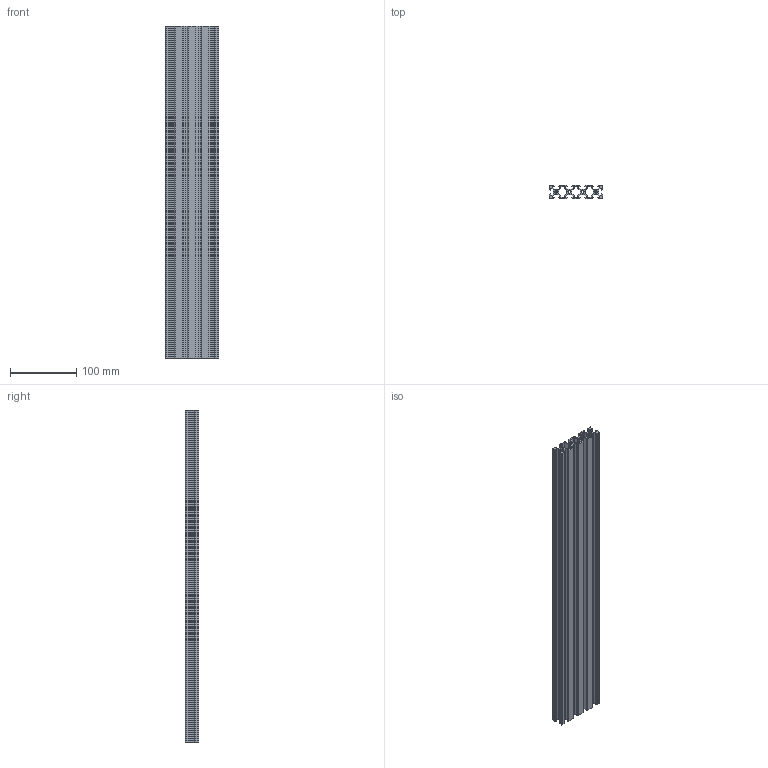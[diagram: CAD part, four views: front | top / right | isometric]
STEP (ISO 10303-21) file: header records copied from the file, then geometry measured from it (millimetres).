
FILE_DESCRIPTION(/* description */ (''),/* implementation_level */ '2;1');
FILE_NAME(/* name */ '20x80-V-Slot-Extrusion_v5.step',/* time_stamp */ '2022-05-10T16:49:23+01:00',/* author */ (''),/* organization */ (''),/* preprocessor_version */ 'ST-DEVELOPER v18.1',/* originating_system */ 'Autodesk Translation Framework v10.14.0.1471',/* authorisation */ '');
FILE_SCHEMA (('AUTOMOTIVE_DESIGN { 1 0 10303 214 3 1 1 }'));
Length unit declared in the file: millimetre
Products named in the file (1): 20x80-V-Slot-Extrusion
Bounding box: 80 x 20 x 500 mm (x, y, z)
Volume: 278491.3 mm3; surface area: 286333.2 mm2
Topology: 1 solids, 1 shells, 466 faces, 1392 edges, 928 vertices
Faces by surface type: plane 438, cylinder 28
Full cylindrical faces by diameter (mm): 4.2 x4
Entity records: 15460 total; most frequent: CARTESIAN_POINT 2787, ORIENTED_EDGE 2784, DIRECTION 2382, EDGE_CURVE 1392, LINE 1336, VECTOR 1336, VERTEX_POINT 928, AXIS2_PLACEMENT_3D 523
